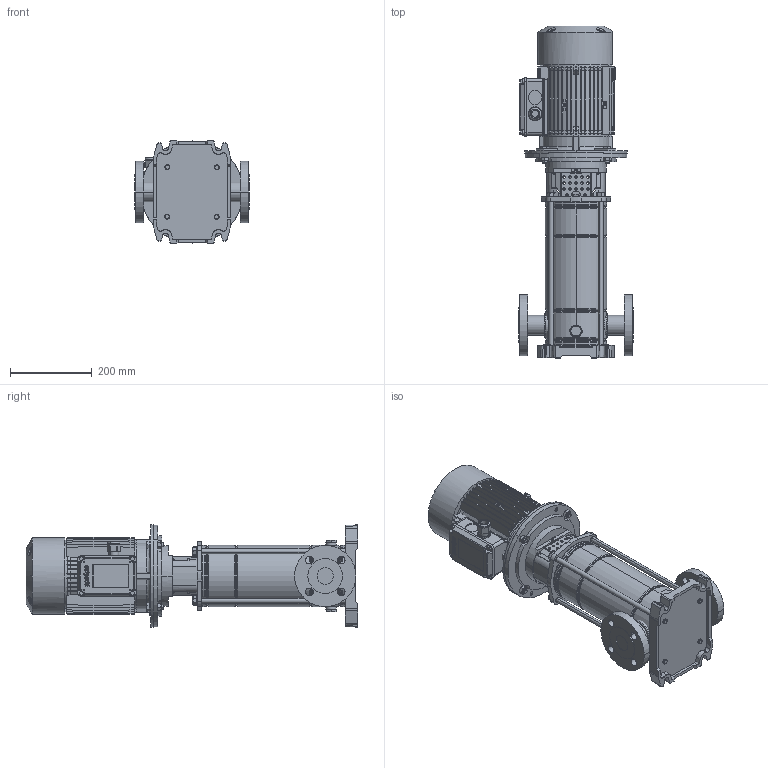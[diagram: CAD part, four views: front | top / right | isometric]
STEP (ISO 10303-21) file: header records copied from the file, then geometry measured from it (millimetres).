
FILE_DESCRIPTION (( 'STEP AP214' ), '1' );
FILE_NAME ('10008346swa00.step', '2021-07-22T13:20:32', ( '' ), ( '' ), 'SwSTEP 2.0', 'SolidWorks 2020', '' );
FILE_SCHEMA (( 'AUTOMOTIVE_DESIGN' ));
Length unit declared in the file: millimetre
Products named in the file (14): 10007431swp00_Flangia mot.112; 10008346swa00; 10007670swn00_M25x1.5; 10000004swn00_M10 õ; 10007568swp00_M90 B5-De250; 10007571swp00_90 SZ ; 10007576swa00_M90; 10007643swp00; 10007654swp00; 10007650swp00_MXV 40-907; 10007653swp00_M12X398; 10000005swn00_M12 õ; 4_92_266_REV00; 10000021swn00_M10x35 6.8
Assembly tree (26 placements, depth 3):
  10008346swa00
    10007643swp00
    10007650swp00_MXV 40-907
    10007654swp00
    10007431swp00_Flangia mot.112
    10007653swp00_M12X398  x4
    10000005swn00_M12 õ  x4
    4_92_266_REV00  x2
    10007576swa00_M90
      10007568swp00_M90 B5-De250
      10007571swp00_90 SZ 
      10007670swn00_M25x1.5
    10000021swn00_M10x35 6.8  x4
    10000004swn00_M10 õ  x4
Bounding box: 280 x 812.5 x 250 mm (x, y, z)
Volume: 17864543.2 mm3; surface area: 1629944.3 mm2
Topology: 54 solids, 54 shells, 2696 faces, 6803 edges, 4304 vertices
Faces by surface type: plane 1311, cylinder 724, cone 391, torus 142, bspline 120, sphere 8
Entity records: 75916 total; most frequent: CARTESIAN_POINT 18434, ORIENTED_EDGE 11814, DIRECTION 11365, EDGE_CURVE 5907, AXIS2_PLACEMENT_3D 3969, VERTEX_POINT 3784, LINE 3427, VECTOR 3427
